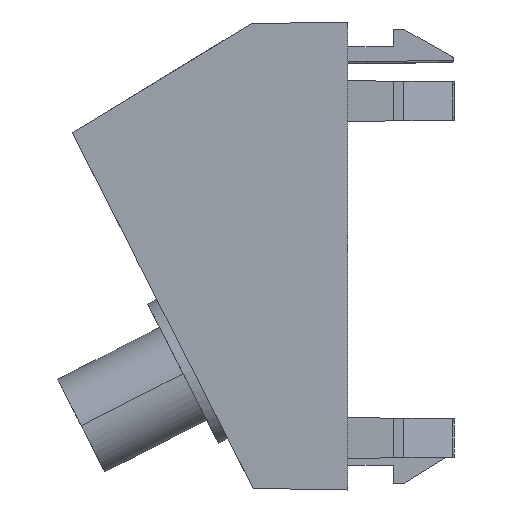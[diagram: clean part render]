
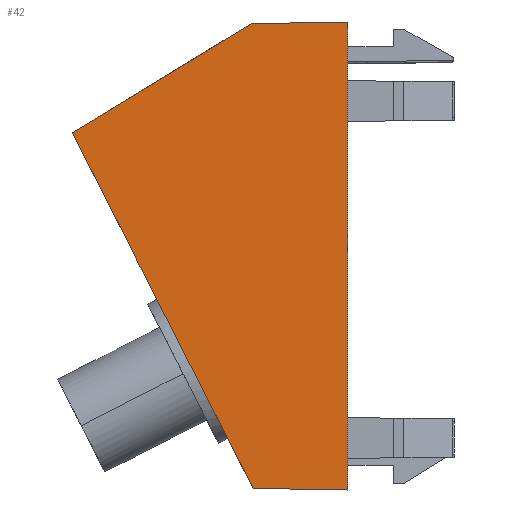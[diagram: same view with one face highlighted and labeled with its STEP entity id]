
A CAD part, left-side view. The second image highlights one B-rep face of the part: STEP entity #42.
In plain terms, the highlighted planar face has unit normal (-1, 0.018, 0).
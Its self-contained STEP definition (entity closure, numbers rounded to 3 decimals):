
#42=ADVANCED_FACE('',(#285),#3634,.T.);
#285=FACE_OUTER_BOUND('',#529,.T.);
#529=EDGE_LOOP('',(#848,#849,#850,#851,#852));
#848=ORIENTED_EDGE('',*,*,#2018,.F.);
#849=ORIENTED_EDGE('',*,*,#1989,.F.);
#850=ORIENTED_EDGE('',*,*,#2015,.F.);
#851=ORIENTED_EDGE('',*,*,#2016,.F.);
#852=ORIENTED_EDGE('',*,*,#2017,.F.);
#1989=EDGE_CURVE('',#3181,#3184,#2897,.T.);
#2015=EDGE_CURVE('',#3188,#3181,#2905,.T.);
#2016=EDGE_CURVE('',#3189,#3188,#2906,.T.);
#2017=EDGE_CURVE('',#3190,#3189,#2907,.T.);
#2018=EDGE_CURVE('',#3184,#3190,#2908,.T.);
#2897=B_SPLINE_CURVE_WITH_KNOTS('',3,(#6750,#6751,#6752,#6753),
 .UNSPECIFIED.,.F.,.F.,(4,4),(-86.192,-41.192),
 .UNSPECIFIED.);
#2905=B_SPLINE_CURVE_WITH_KNOTS('',3,(#6850,#6851,#6852,#6853),
 .UNSPECIFIED.,.F.,.F.,(4,4),(-63.443,-54.174),
 .UNSPECIFIED.);
#2906=B_SPLINE_CURVE_WITH_KNOTS('',3,(#6854,#6855,#6856,#6857),
 .UNSPECIFIED.,.F.,.F.,(4,4),(-83.622,-63.443),
 .UNSPECIFIED.);
#2907=B_SPLINE_CURVE_WITH_KNOTS('',3,(#6858,#6859,#6860,#6861),
 .UNSPECIFIED.,.F.,.F.,(4,4),(-121.993,-83.622),
 .UNSPECIFIED.);
#2908=B_SPLINE_CURVE_WITH_KNOTS('',3,(#6862,#6863,#6864,#6865),
 .UNSPECIFIED.,.F.,.F.,(4,4),(-9.174,-0.091),
 .UNSPECIFIED.);
#3181=VERTEX_POINT('',#6456);
#3184=VERTEX_POINT('',#6459);
#3188=VERTEX_POINT('',#6463);
#3189=VERTEX_POINT('',#6464);
#3190=VERTEX_POINT('',#6465);
#3634=PLANE('',#3914);
#3914=AXIS2_PLACEMENT_3D('',#4132,#4023,$);
#4023=DIRECTION('',(-1.,0.017,0.));
#4132=CARTESIAN_POINT('',(-21.991,20.07,-4.66));
#6456=CARTESIAN_POINT('',(-22.5,-9.081,44.841));
#6459=CARTESIAN_POINT('',(-22.5,-9.081,-0.159));
#6463=CARTESIAN_POINT('',(-22.338,0.185,44.68));
#6464=CARTESIAN_POINT('',(-22.037,17.419,34.187));
#6465=CARTESIAN_POINT('',(-22.341,0.,0.));
#6750=CARTESIAN_POINT('',(-22.5,-9.081,44.841));
#6751=CARTESIAN_POINT('',(-22.5,-9.081,29.841));
#6752=CARTESIAN_POINT('',(-22.5,-9.081,14.841));
#6753=CARTESIAN_POINT('',(-22.5,-9.081,-0.159));
#6850=CARTESIAN_POINT('',(-22.338,0.185,44.68));
#6851=CARTESIAN_POINT('',(-22.392,-2.904,44.734));
#6852=CARTESIAN_POINT('',(-22.446,-5.992,44.788));
#6853=CARTESIAN_POINT('',(-22.5,-9.081,44.841));
#6854=CARTESIAN_POINT('',(-22.037,17.419,34.187));
#6855=CARTESIAN_POINT('',(-22.138,11.674,37.685));
#6856=CARTESIAN_POINT('',(-22.238,5.93,41.182));
#6857=CARTESIAN_POINT('',(-22.338,0.185,44.68));
#6858=CARTESIAN_POINT('',(-22.341,0.,0.));
#6859=CARTESIAN_POINT('',(-22.24,5.806,11.396));
#6860=CARTESIAN_POINT('',(-22.139,11.613,22.791));
#6861=CARTESIAN_POINT('',(-22.037,17.419,34.187));
#6862=CARTESIAN_POINT('',(-22.5,-9.081,-0.159));
#6863=CARTESIAN_POINT('',(-22.447,-6.054,-0.106));
#6864=CARTESIAN_POINT('',(-22.394,-3.027,-0.053));
#6865=CARTESIAN_POINT('',(-22.341,0.,0.));
